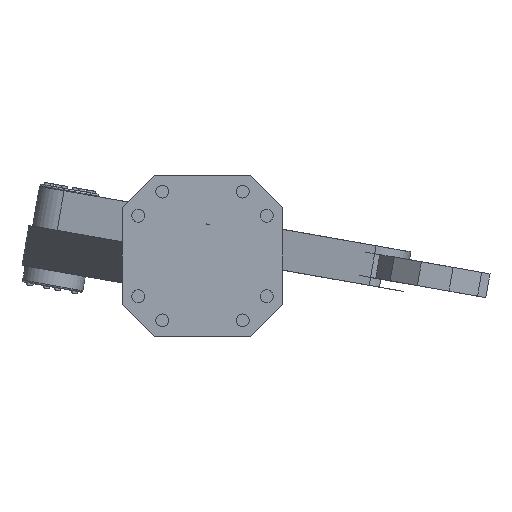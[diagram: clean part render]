
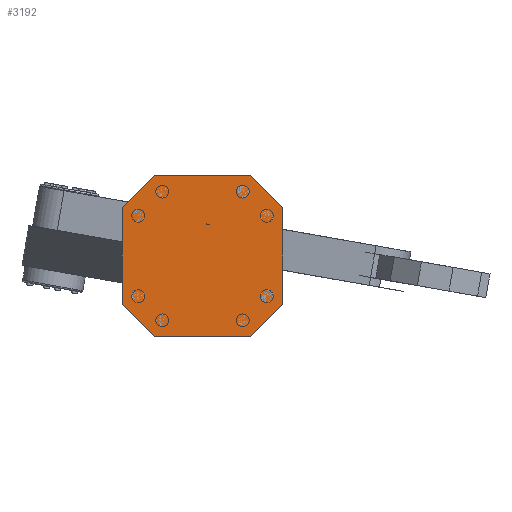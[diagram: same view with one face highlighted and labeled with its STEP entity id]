
A CAD part, front view. The second image highlights one B-rep face of the part: STEP entity #3192.
In plain terms, the highlighted planar face has unit normal (0, -1, 0).
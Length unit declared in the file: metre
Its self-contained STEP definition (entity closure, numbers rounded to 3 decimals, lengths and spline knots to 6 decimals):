
#260 = CARTESIAN_POINT('NONE', (0.003, 0, 0.005));
#261 = VERTEX_POINT('NONE', #260);
#266 = CARTESIAN_POINT('NONE', (0.005, 0, 0.003));
#267 = VERTEX_POINT('NONE', #266);
#268 = CARTESIAN_POINT('NONE', (0.005, 0, -0.003));
#269 = VERTEX_POINT('NONE', #268);
#274 = CARTESIAN_POINT('NONE', (0.003, 0, -0.005));
#275 = VERTEX_POINT('NONE', #274);
#276 = CARTESIAN_POINT('NONE', (-0.003, 0, -0.005));
#277 = VERTEX_POINT('NONE', #276);
#282 = CARTESIAN_POINT('NONE', (-0.005, 0, -0.003));
#283 = VERTEX_POINT('NONE', #282);
#284 = CARTESIAN_POINT('NONE', (-0.003, 0, 0.005));
#285 = VERTEX_POINT('NONE', #284);
#290 = CARTESIAN_POINT('NONE', (-0.005, 0, 0.003));
#291 = VERTEX_POINT('NONE', #290);
#1222 = DIRECTION('NONE', (-0.707, 0, 0.707));
#1223 = VECTOR('NONE', #1222, 1);
#1224 = CARTESIAN_POINT('NONE', (0.005, 0, 0.003));
#1225 = LINE('NONE', #1224, #1223);
#1238 = DIRECTION('NONE', (0.707, 0, 0.707));
#1239 = VECTOR('NONE', #1238, 1);
#1240 = CARTESIAN_POINT('NONE', (0.003, 0, -0.005));
#1241 = LINE('NONE', #1240, #1239);
#1242 = DIRECTION('NONE', (0., 0, -1));
#1243 = VECTOR('NONE', #1242, 1);
#1244 = CARTESIAN_POINT('NONE', (0.005, 0, 0.003));
#1245 = LINE('NONE', #1244, #1243);
#1262 = DIRECTION('NONE', (0.707, 0, -0.707));
#1263 = VECTOR('NONE', #1262, 1);
#1264 = CARTESIAN_POINT('NONE', (-0.005, 0, -0.003));
#1265 = LINE('NONE', #1264, #1263);
#1266 = DIRECTION('NONE', (-1, 0, 0));
#1267 = VECTOR('NONE', #1266, 1);
#1268 = CARTESIAN_POINT('NONE', (0.003, 0, -0.005));
#1269 = LINE('NONE', #1268, #1267);
#1286 = DIRECTION('NONE', (0.707, 0, 0.707));
#1287 = VECTOR('NONE', #1286, 1);
#1288 = CARTESIAN_POINT('NONE', (-0.005, 0, 0.003));
#1289 = LINE('NONE', #1288, #1287);
#1290 = DIRECTION('NONE', (1, 0, 0));
#1291 = VECTOR('NONE', #1290, 1);
#1292 = CARTESIAN_POINT('NONE', (-0.003, 0, 0.005));
#1293 = LINE('NONE', #1292, #1291);
#1298 = DIRECTION('NONE', (0, 0, 1));
#1299 = VECTOR('NONE', #1298, 1);
#1300 = CARTESIAN_POINT('NONE', (-0.005, 0, -0.003));
#1301 = LINE('NONE', #1300, #1299);
#1654 = EDGE_CURVE('NONE', #267, #261, #1225, .T.);
#1658 = EDGE_CURVE('NONE', #275, #269, #1241, .T.);
#1659 = EDGE_CURVE('NONE', #267, #269, #1245, .T.);
#1664 = EDGE_CURVE('NONE', #283, #277, #1265, .T.);
#1665 = EDGE_CURVE('NONE', #275, #277, #1269, .T.);
#1670 = EDGE_CURVE('NONE', #291, #285, #1289, .T.);
#1671 = EDGE_CURVE('NONE', #285, #261, #1293, .T.);
#1673 = EDGE_CURVE('NONE', #283, #291, #1301, .T.);
#2235 = CARTESIAN_POINT('NONE', (0, 0, -0));
#2236 = DIRECTION('NONE', (0, 1, 0));
#2237 = AXIS2_PLACEMENT_3D('NONE', #2235, #2236, $);
#2238 = PLANE('NONE', #2237);
#3182 = ORIENTED_EDGE('NONE', *, *, #1670, .T.);
#3183 = ORIENTED_EDGE('NONE', *, *, #1671, .T.);
#3184 = ORIENTED_EDGE('NONE', *, *, #1654, .F.);
#3185 = ORIENTED_EDGE('NONE', *, *, #1659, .T.);
#3186 = ORIENTED_EDGE('NONE', *, *, #1658, .F.);
#3187 = ORIENTED_EDGE('NONE', *, *, #1665, .T.);
#3188 = ORIENTED_EDGE('NONE', *, *, #1664, .F.);
#3189 = ORIENTED_EDGE('NONE', *, *, #1673, .T.);
#3190 = EDGE_LOOP('NONE', (#3182, #3183, #3184, #3185, #3186, #3187, #3188, #3189));
#3191 = FACE_BOUND('NONE', #3190, .T.);
#3192 = ADVANCED_FACE('NONE', (#3191), #2238, .F.);
